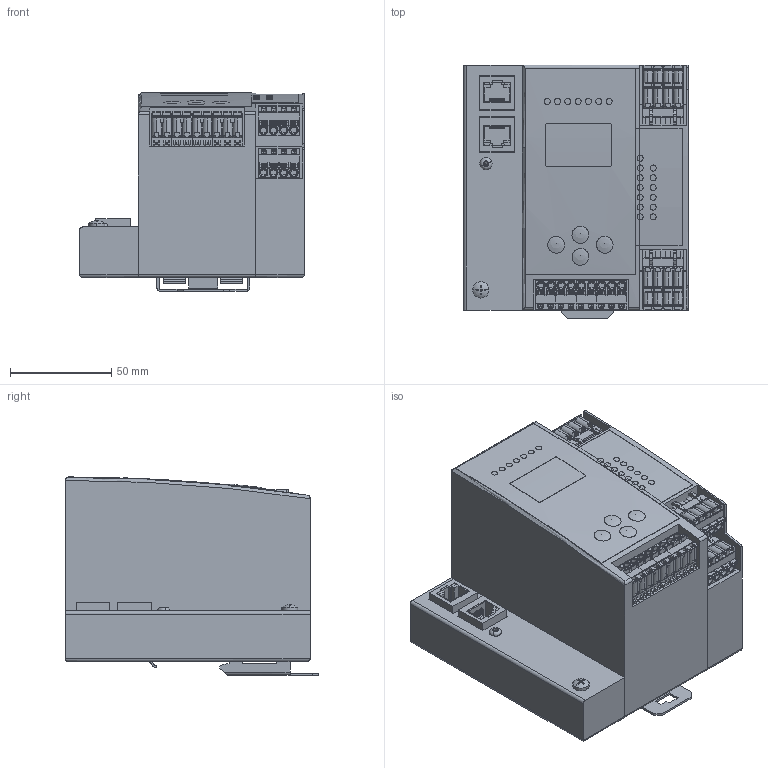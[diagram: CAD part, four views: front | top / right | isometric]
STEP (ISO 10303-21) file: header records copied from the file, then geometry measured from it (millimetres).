
FILE_DESCRIPTION(/* description */ ('Alibre Inc.'),/* implementation_level */ '2;1');
FILE_NAME(/* name */ 'export0',/* time_stamp */ '2014-03-13T09:28:31+01:00',/* author */ (''),/* organization */ (''),/* preprocessor_version */ 'ST-DEVELOPER v14',/* originating_system */ 'Alibre',/* authorisation */ '');
FILE_SCHEMA (('AUTOMOTIVE_DESIGN'));
Length unit declared in the file: centimetre
Products named in the file (27): ID_1
Bounding box: 111 x 125.29 x 97.95 mm (x, y, z)
Volume: 940266.5 mm3; surface area: 140974.8 mm2
Topology: 45 solids, 91 shells, 4331 faces, 11399 edges, 7403 vertices
Faces by surface type: plane 2683, cylinder 1209, bspline 274, cone 106, torus 53, sphere 6
Full cylindrical faces by diameter (mm): 2.459 x1, 3 x20, 3.242 x1, 13.5 x2
Entity records: 64263 total; most frequent: CARTESIAN_POINT 18507, ORIENTED_EDGE 10038, DIRECTION 7571, EDGE_CURVE 5019, VECTOR 3521, LINE 3521, VERTEX_POINT 3276, AXIS2_PLACEMENT_3D 2614
